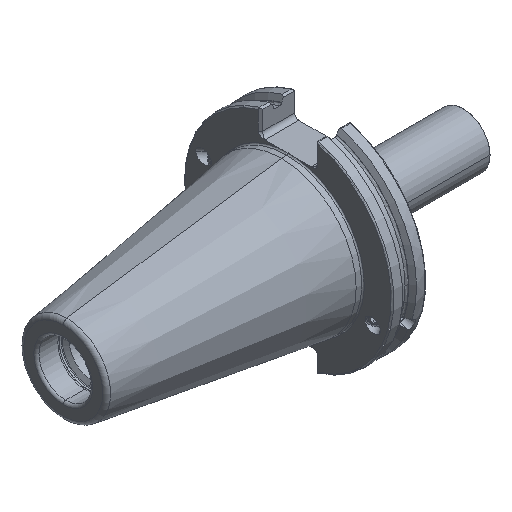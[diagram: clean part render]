
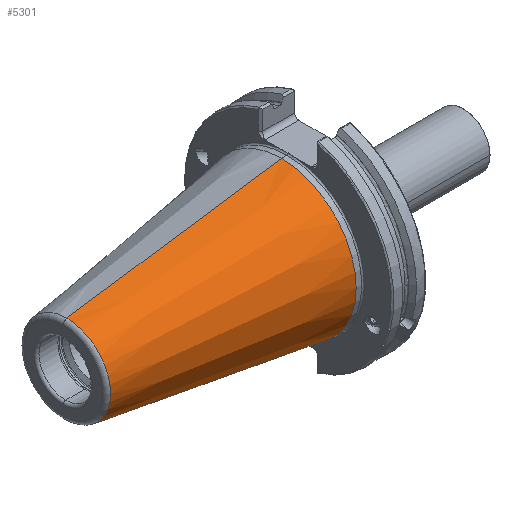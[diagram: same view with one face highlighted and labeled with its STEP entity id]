
A CAD part, isometric view. The second image highlights one B-rep face of the part: STEP entity #5301.
In plain terms, the highlighted conical face has half-angle 8.297 degrees and reference radius 34.925 mm.
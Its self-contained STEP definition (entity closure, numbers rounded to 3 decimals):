
#18 = AXIS2_PLACEMENT_3D ( 'NONE', #4533, #6828, #1146 ) ;
#182 = EDGE_CURVE ( 'NONE', #185, #1091, #3981, .T. ) ;
#185 = VERTEX_POINT ( 'NONE', #4205 ) ;
#229 = CARTESIAN_POINT ( 'NONE',  ( -99.889, 0., -20.358 ) ) ;
#239 = DIRECTION ( 'NONE',  ( 0., 0., 1. ) ) ;
#594 = CARTESIAN_POINT ( 'NONE',  ( 0., 0., -34.925 ) ) ;
#638 = CARTESIAN_POINT ( 'NONE',  ( 0., 0., -34.925 ) ) ;
#698 = ORIENTED_EDGE ( 'NONE', *, *, #1609, .F. ) ;
#709 = DIRECTION ( 'NONE',  ( -1., 0., 0. ) ) ;
#712 = DIRECTION ( 'NONE',  ( 0., 0., -1. ) ) ;
#1091 = VERTEX_POINT ( 'NONE', #3783 ) ;
#1141 = DIRECTION ( 'NONE',  ( 0.99, 0., -0.144 ) ) ;
#1146 = DIRECTION ( 'NONE',  ( 0., 0., 1. ) ) ;
#1609 = EDGE_CURVE ( 'NONE', #7185, #185, #5582, .T. ) ;
#2302 = DIRECTION ( 'NONE',  ( 0.99, 0., 0.144 ) ) ;
#2779 = CIRCLE ( 'NONE', #4915, 34.925 ) ;
#2928 = AXIS2_PLACEMENT_3D ( 'NONE', #3093, #6575, #712 ) ;
#3093 = CARTESIAN_POINT ( 'NONE',  ( 0., 0., 0. ) ) ;
#3228 = EDGE_LOOP ( 'NONE', ( #6335, #698, #7041, #4227 ) ) ;
#3427 = CARTESIAN_POINT ( 'NONE',  ( 0., 0., 34.925 ) ) ;
#3505 = VERTEX_POINT ( 'NONE', #638 ) ;
#3783 = CARTESIAN_POINT ( 'NONE',  ( 0., 0., 34.925 ) ) ;
#3860 = EDGE_CURVE ( 'NONE', #7185, #3505, #4679, .T. ) ;
#3981 = LINE ( 'NONE', #3427, #6047 ) ;
#4205 = CARTESIAN_POINT ( 'NONE',  ( -99.889, 0., 20.358 ) ) ;
#4227 = ORIENTED_EDGE ( 'NONE', *, *, #4753, .T. ) ;
#4533 = CARTESIAN_POINT ( 'NONE',  ( -99.889, 0., 0. ) ) ;
#4679 = LINE ( 'NONE', #594, #6427 ) ;
#4753 = EDGE_CURVE ( 'NONE', #3505, #1091, #2779, .T. ) ;
#4915 = AXIS2_PLACEMENT_3D ( 'NONE', #5325, #709, #239 ) ;
#5301 = ADVANCED_FACE ( 'NONE', ( #5944 ), #6004, .T. ) ;
#5325 = CARTESIAN_POINT ( 'NONE',  ( 0., 0., 0. ) ) ;
#5582 = CIRCLE ( 'NONE', #18, 20.358 ) ;
#5944 = FACE_OUTER_BOUND ( 'NONE', #3228, .T. ) ;
#6004 = CONICAL_SURFACE ( 'NONE', #2928, 34.925, 0.145 ) ;
#6047 = VECTOR ( 'NONE', #2302, 1000. ) ;
#6335 = ORIENTED_EDGE ( 'NONE', *, *, #182, .F. ) ;
#6427 = VECTOR ( 'NONE', #1141, 1000. ) ;
#6575 = DIRECTION ( 'NONE',  ( 1., 0., 0. ) ) ;
#6828 = DIRECTION ( 'NONE',  ( -1., 0., 0. ) ) ;
#7041 = ORIENTED_EDGE ( 'NONE', *, *, #3860, .T. ) ;
#7185 = VERTEX_POINT ( 'NONE', #229 ) ;
